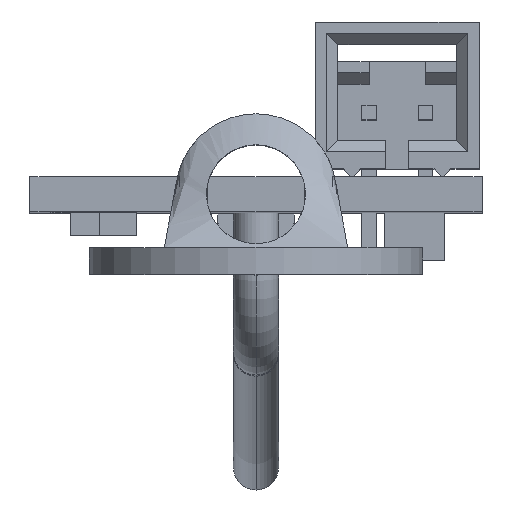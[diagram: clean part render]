
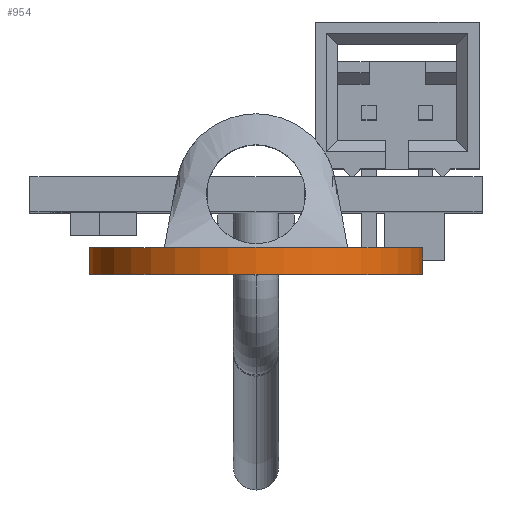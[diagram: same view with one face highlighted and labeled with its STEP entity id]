
A CAD part, top view. The second image highlights one B-rep face of the part: STEP entity #954.
In plain terms, the highlighted cylindrical face has radius 7.493 mm (diameter 14.986 mm), a partial arc.
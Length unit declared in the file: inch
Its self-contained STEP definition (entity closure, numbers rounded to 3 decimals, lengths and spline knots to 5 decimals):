
#56 = CARTESIAN_POINT ( 'NONE',  ( -0.17624, -0.23657, 0.047 ) ) ;
#57 = CARTESIAN_POINT ( 'NONE',  ( -0.17624, 0.23657, 0. ) ) ;
#59 = CARTESIAN_POINT ( 'NONE',  ( -0.17624, -0.23657, 0. ) ) ;
#366 = EDGE_CURVE ( 'NONE', #2855, #2852, #1851, .T. ) ;
#506 = EDGE_CURVE ( 'NONE', #2852, #2856, #2067, .T. ) ;
#507 = EDGE_CURVE ( 'NONE', #2855, #2858, #2068, .T. ) ;
#513 = EDGE_CURVE ( 'NONE', #2858, #2856, #3958, .T. ) ;
#954 = ADVANCED_FACE ( 'NONE', ( #6269 ), #6272, .T. ) ;
#1851 = CIRCLE ( 'NONE', #1852, 0.295 ) ;
#1852 = AXIS2_PLACEMENT_3D ( 'NONE', #3429, #3430, #3431 ) ;
#2067 = LINE ( 'NONE', #4328, #3950 ) ;
#2068 = LINE ( 'NONE', #4330, #3951 ) ;
#2852 = VERTEX_POINT ( 'NONE', #5891 ) ;
#2855 = VERTEX_POINT ( 'NONE', #56 ) ;
#2856 = VERTEX_POINT ( 'NONE', #57 ) ;
#2858 = VERTEX_POINT ( 'NONE', #59 ) ;
#2999 = EDGE_LOOP ( 'NONE', ( #3651, #3647, #3648, #3650 ) ) ;
#3429 = CARTESIAN_POINT ( 'NONE',  ( 0., 0., 0.047 ) ) ;
#3430 = DIRECTION ( 'NONE',  ( 0., 0., 1. ) ) ;
#3431 = DIRECTION ( 'NONE',  ( 1., 0., 0. ) ) ;
#3647 = ORIENTED_EDGE ( 'NONE', *, *, #506, .F. ) ;
#3648 = ORIENTED_EDGE ( 'NONE', *, *, #366, .F. ) ;
#3650 = ORIENTED_EDGE ( 'NONE', *, *, #507, .T. ) ;
#3651 = ORIENTED_EDGE ( 'NONE', *, *, #513, .T. ) ;
#3950 = VECTOR ( 'NONE', #4329, 39.37008 ) ;
#3951 = VECTOR ( 'NONE', #4331, 39.37008 ) ;
#3958 = CIRCLE ( 'NONE', #3961, 0.295 ) ;
#3961 = AXIS2_PLACEMENT_3D ( 'NONE', #4344, #4345, #4346 ) ;
#4328 = CARTESIAN_POINT ( 'NONE',  ( -0.17624, 0.23657, 0.047 ) ) ;
#4329 = DIRECTION ( 'NONE',  ( 0., 0., -1. ) ) ;
#4330 = CARTESIAN_POINT ( 'NONE',  ( -0.17624, -0.23657, 0.047 ) ) ;
#4331 = DIRECTION ( 'NONE',  ( 0., 0., -1. ) ) ;
#4344 = CARTESIAN_POINT ( 'NONE',  ( 0., 0., 0. ) ) ;
#4345 = DIRECTION ( 'NONE',  ( 0., 0., 1. ) ) ;
#4346 = DIRECTION ( 'NONE',  ( 1., 0., 0. ) ) ;
#5506 = CARTESIAN_POINT ( 'NONE',  ( 0., 0., 0.047 ) ) ;
#5507 = DIRECTION ( 'NONE',  ( 0., 0., -1. ) ) ;
#5508 = DIRECTION ( 'NONE',  ( -1., 0., 0. ) ) ;
#5891 = CARTESIAN_POINT ( 'NONE',  ( -0.17624, 0.23657, 0.047 ) ) ;
#6269 = FACE_OUTER_BOUND ( 'NONE', #2999, .T. ) ;
#6272 = CYLINDRICAL_SURFACE ( 'NONE', #6929, 0.295 ) ;
#6929 = AXIS2_PLACEMENT_3D ( 'NONE', #5506, #5507, #5508 ) ;
